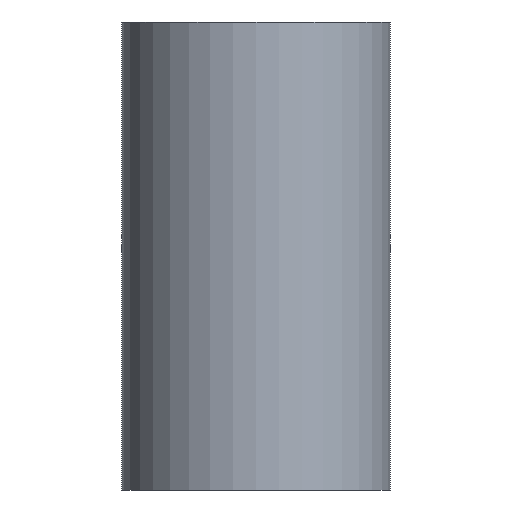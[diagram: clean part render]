
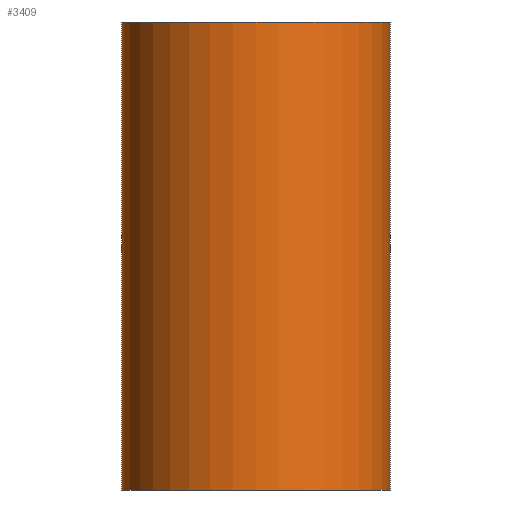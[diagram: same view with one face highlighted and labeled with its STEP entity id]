
A CAD part, left-side view. The second image highlights one B-rep face of the part: STEP entity #3409.
In plain terms, the highlighted cylindrical face has radius 21.5 mm (diameter 43 mm), a full revolution.
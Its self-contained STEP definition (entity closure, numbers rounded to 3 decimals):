
#149 = DIRECTION ( 'NONE',  ( 1., 0., 0. ) ) ;
#158 = DIRECTION ( 'NONE',  ( 1., 0., 0. ) ) ;
#547 = EDGE_LOOP ( 'NONE', ( #2264 ) ) ;
#595 = AXIS2_PLACEMENT_3D ( 'NONE', #1562, #720, #149 ) ;
#720 = DIRECTION ( 'NONE',  ( 0., 0., 1. ) ) ;
#761 = EDGE_CURVE ( 'NONE', #1588, #1588, #2841, .T. ) ;
#780 = EDGE_CURVE ( 'NONE', #2325, #2325, #1475, .T. ) ;
#892 = FACE_OUTER_BOUND ( 'NONE', #547, .T. ) ;
#1009 = CARTESIAN_POINT ( 'NONE',  ( 0., 0., -37.5 ) ) ;
#1117 = ORIENTED_EDGE ( 'NONE', *, *, #761, .F. ) ;
#1288 = FACE_OUTER_BOUND ( 'NONE', #2235, .T. ) ;
#1301 = DIRECTION ( 'NONE',  ( 1., 0., 0. ) ) ;
#1463 = AXIS2_PLACEMENT_3D ( 'NONE', #1009, #2929, #1301 ) ;
#1475 = CIRCLE ( 'NONE', #1463, 21.5 ) ;
#1562 = CARTESIAN_POINT ( 'NONE',  ( 0., 0., 229.444 ) ) ;
#1588 = VERTEX_POINT ( 'NONE', #1676 ) ;
#1676 = CARTESIAN_POINT ( 'NONE',  ( 21.5, 0., 37.5 ) ) ;
#1834 = DIRECTION ( 'NONE',  ( 0., 0., 1. ) ) ;
#2235 = EDGE_LOOP ( 'NONE', ( #1117 ) ) ;
#2264 = ORIENTED_EDGE ( 'NONE', *, *, #780, .T. ) ;
#2325 = VERTEX_POINT ( 'NONE', #3594 ) ;
#2393 = AXIS2_PLACEMENT_3D ( 'NONE', #3483, #1834, #158 ) ;
#2841 = CIRCLE ( 'NONE', #2393, 21.5 ) ;
#2929 = DIRECTION ( 'NONE',  ( 0., 0., 1. ) ) ;
#3087 = CYLINDRICAL_SURFACE ( 'NONE', #595, 21.5 ) ;
#3409 = ADVANCED_FACE ( 'NONE', ( #1288, #892 ), #3087, .T. ) ;
#3483 = CARTESIAN_POINT ( 'NONE',  ( 0., 0., 37.5 ) ) ;
#3594 = CARTESIAN_POINT ( 'NONE',  ( 21.5, 0., -37.5 ) ) ;
